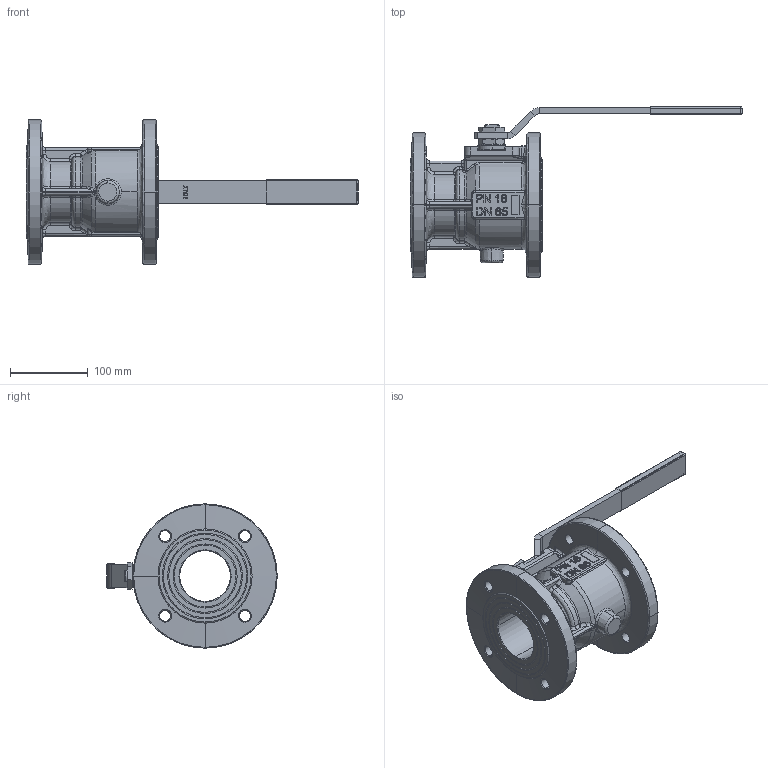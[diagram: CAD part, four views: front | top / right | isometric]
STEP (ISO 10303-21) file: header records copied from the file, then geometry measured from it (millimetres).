
FILE_DESCRIPTION (( 'STEP AP203' ), '1' );
FILE_NAME ('73000012.STEP', '2007-09-14T07:27:48', ( '.' ), ( '.' ), 'SwSTEP 2.0', 'SolidWorks 2007', '' );
FILE_SCHEMA (( 'CONFIG_CONTROL_DESIGN' ));
Products named in the file (1): 73000012
Bounding box: 426 x 218.5 x 185 mm (x, y, z)
Volume: 1747307.8 mm3; surface area: 254798.9 mm2
Topology: 2 solids, 2 shells, 1086 faces, 2726 edges, 1660 vertices
Faces by surface type: bspline 384, plane 329, cylinder 218, cone 142, sphere 13
Entity records: 59881 total; most frequent: CARTESIAN_POINT 37165, ORIENTED_EDGE 5386, DIRECTION 3687, EDGE_CURVE 2693, VERTEX_POINT 1660, AXIS2_PLACEMENT_3D 1318, EDGE_LOOP 1173, ADVANCED_FACE 1086
